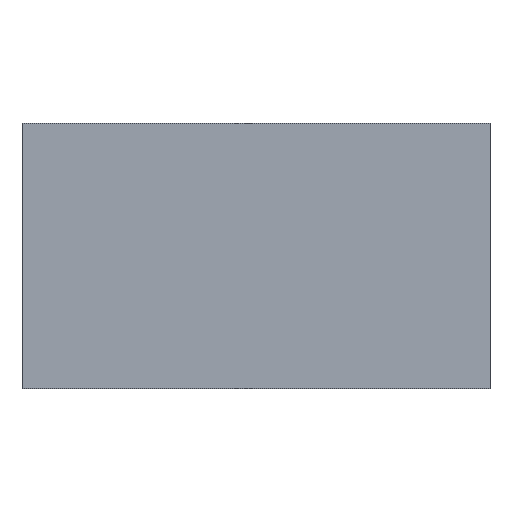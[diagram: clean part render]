
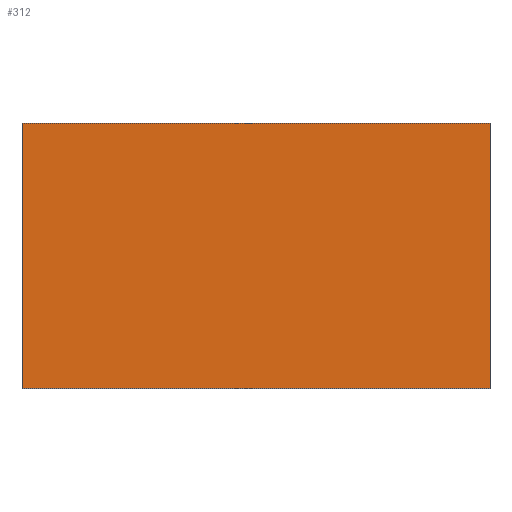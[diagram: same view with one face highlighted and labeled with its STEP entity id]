
A CAD part, top view. The second image highlights one B-rep face of the part: STEP entity #312.
In plain terms, the highlighted planar face has unit normal (0, 0, 1).
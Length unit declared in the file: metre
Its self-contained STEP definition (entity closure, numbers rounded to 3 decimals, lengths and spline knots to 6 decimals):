
#21=ORIENTED_EDGE('',*,*,#111,.T.);
#22=ORIENTED_EDGE('',*,*,#112,.F.);
#23=ORIENTED_EDGE('',*,*,#113,.F.);
#24=ORIENTED_EDGE('',*,*,#114,.T.);
#111=EDGE_CURVE('',#156,#157,#186,.T.);
#112=EDGE_CURVE('',#158,#157,#187,.T.);
#113=EDGE_CURVE('',#159,#158,#188,.T.);
#114=EDGE_CURVE('',#159,#156,#189,.T.);
#156=VERTEX_POINT('',#457);
#157=VERTEX_POINT('',#458);
#158=VERTEX_POINT('',#460);
#159=VERTEX_POINT('',#462);
#186=LINE('',#456,#225);
#187=LINE('',#459,#226);
#188=LINE('',#461,#227);
#189=LINE('',#463,#228);
#225=VECTOR('',#371,1.);
#226=VECTOR('',#372,1.);
#227=VECTOR('',#373,1.);
#228=VECTOR('',#374,1.);
#264=EDGE_LOOP('',(#21,#22,#23,#24));
#281=FACE_BOUND('',#264,.T.);
#298=PLANE('',#344);
#312=ADVANCED_FACE('',(#281),#298,.F.);
#344=AXIS2_PLACEMENT_3D('',#455,#369,#370);
#369=DIRECTION('',(0.,0.,-1.));
#370=DIRECTION('',(-1.,0.,0.));
#371=DIRECTION('',(-1.,0.,0.));
#372=DIRECTION('',(0.,1.,0.));
#373=DIRECTION('',(-1.,0.,0.));
#374=DIRECTION('',(0.,1.,0.));
#455=CARTESIAN_POINT('',(0.762,-0.4318,0.));
#456=CARTESIAN_POINT('',(0.762,0.4318,0.));
#457=CARTESIAN_POINT('',(1.524,0.4318,0.));
#458=CARTESIAN_POINT('',(0.,0.4318,0.));
#459=CARTESIAN_POINT('',(0.,-0.4318,0.));
#460=CARTESIAN_POINT('',(0.,-0.4318,0.));
#461=CARTESIAN_POINT('',(0.762,-0.4318,0.));
#462=CARTESIAN_POINT('',(1.524,-0.4318,0.));
#463=CARTESIAN_POINT('',(1.524,-0.4318,0.));
